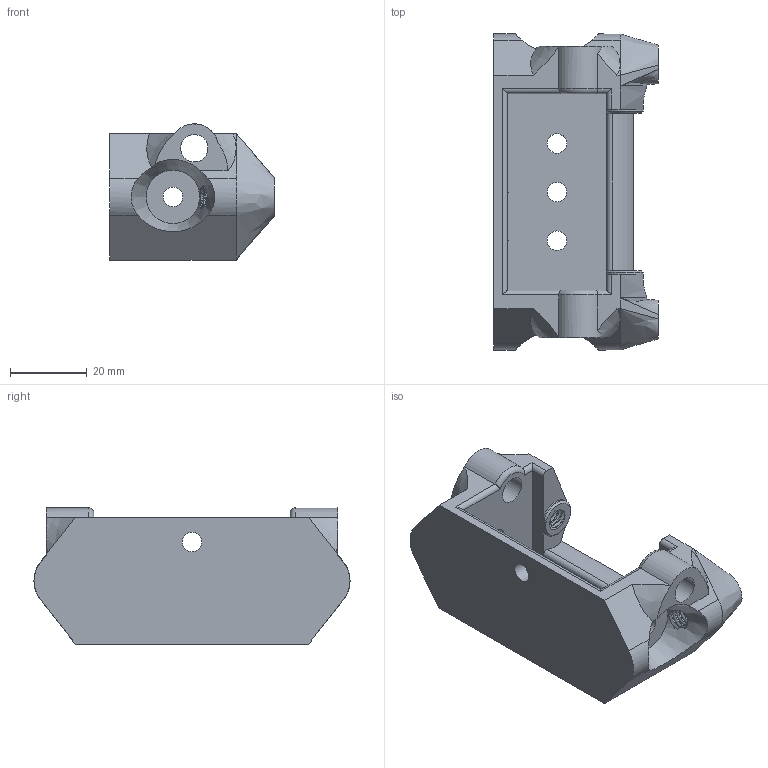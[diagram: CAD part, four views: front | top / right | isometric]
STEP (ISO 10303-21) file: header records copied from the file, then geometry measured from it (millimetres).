
FILE_DESCRIPTION(/* description */ (''),/* implementation_level */ '2;1');
FILE_NAME(/* name */ 'Endcap Bearing Mount.step',/* time_stamp */ '2023-09-19T19:23:50-04:00',/* author */ (''),/* organization */ (''),/* preprocessor_version */ 'ST-DEVELOPER v20',/* originating_system */ 'Autodesk Translation Framework v12.9.0.99',/* authorisation */ '');
FILE_SCHEMA (('AUTOMOTIVE_DESIGN { 1 0 10303 214 3 1 1 }'));
Length unit declared in the file: inch
Products named in the file (1): Endcap Bearing Mount
Bounding box: 42.98 x 82.55 x 35.55 mm (x, y, z)
Volume: 37601 mm3; surface area: 17821.9 mm2
Topology: 1 solids, 1 shells, 197 faces, 558 edges, 366 vertices
Faces by surface type: cylinder 127, plane 37, bspline 27, cone 4, torus 2
Full cylindrical faces by diameter (mm): 0.025 x3, 5.105 x6, 5.118 x13, 6.35 x20, 7.137 x2
Entity records: 12302 total; most frequent: CARTESIAN_POINT 7721, ORIENTED_EDGE 1116, DIRECTION 679, EDGE_CURVE 558, VERTEX_POINT 366, B_SPLINE_CURVE_WITH_KNOTS 294, AXIS2_PLACEMENT_3D 250, EDGE_LOOP 224
